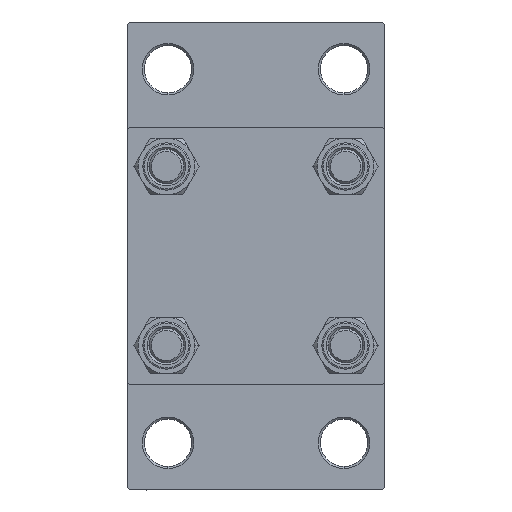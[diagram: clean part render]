
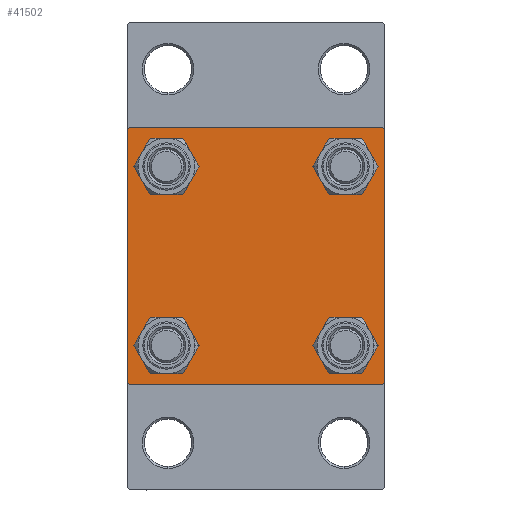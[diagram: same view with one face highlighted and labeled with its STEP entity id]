
A CAD part, left-side view. The second image highlights one B-rep face of the part: STEP entity #41502.
In plain terms, the highlighted planar face has unit normal (-1, 0, 0).
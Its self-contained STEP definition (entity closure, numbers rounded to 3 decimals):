
#620 = VERTEX_POINT ( 'NONE', #1083 ) ;
#884 = AXIS2_PLACEMENT_3D ( 'NONE', #37815, #18308, #10464 ) ;
#1072 = ORIENTED_EDGE ( 'NONE', *, *, #20795, .T. ) ;
#1078 = AXIS2_PLACEMENT_3D ( 'NONE', #7240, #6994, #30280 ) ;
#1083 = CARTESIAN_POINT ( 'NONE',  ( 0., -20.85, -25.35 ) ) ;
#1113 = AXIS2_PLACEMENT_3D ( 'NONE', #11130, #26582, #44819 ) ;
#1325 = ORIENTED_EDGE ( 'NONE', *, *, #24907, .T. ) ;
#2112 = CIRCLE ( 'NONE', #46606, 4.5 ) ;
#2170 = EDGE_CURVE ( 'NONE', #25094, #620, #14214, .T. ) ;
#2275 = EDGE_CURVE ( 'NONE', #8604, #45229, #26348, .T. ) ;
#2881 = AXIS2_PLACEMENT_3D ( 'NONE', #13878, #21984, #37189 ) ;
#3136 = EDGE_CURVE ( 'NONE', #17106, #33881, #2112, .T. ) ;
#3722 = VERTEX_POINT ( 'NONE', #19901 ) ;
#4208 = CARTESIAN_POINT ( 'NONE',  ( 0., 30., -30. ) ) ;
#4463 = LINE ( 'NONE', #35359, #40653 ) ;
#4563 = VECTOR ( 'NONE', #38648, 1000. ) ;
#5585 = ORIENTED_EDGE ( 'NONE', *, *, #3136, .T. ) ;
#5597 = EDGE_CURVE ( 'NONE', #37041, #41401, #25780, .T. ) ;
#5717 = CARTESIAN_POINT ( 'NONE',  ( 0., -20.85, 20.85 ) ) ;
#5727 = LINE ( 'NONE', #36621, #10705 ) ;
#6645 = EDGE_LOOP ( 'NONE', ( #43167, #5585 ) ) ;
#6994 = DIRECTION ( 'NONE',  ( 1., 0., 0. ) ) ;
#7146 = ORIENTED_EDGE ( 'NONE', *, *, #42861, .T. ) ;
#7190 = EDGE_CURVE ( 'NONE', #46148, #17759, #15289, .T. ) ;
#7240 = CARTESIAN_POINT ( 'NONE',  ( 0., -20.85, -20.85 ) ) ;
#7329 = FACE_BOUND ( 'NONE', #6645, .T. ) ;
#7751 = CARTESIAN_POINT ( 'NONE',  ( 0., -30., 29.5 ) ) ;
#8039 = EDGE_CURVE ( 'NONE', #29996, #21524, #42763, .T. ) ;
#8063 = CARTESIAN_POINT ( 'NONE',  ( 0., 20.85, 16.35 ) ) ;
#8604 = VERTEX_POINT ( 'NONE', #11952 ) ;
#8738 = VECTOR ( 'NONE', #19468, 1000. ) ;
#9212 = ORIENTED_EDGE ( 'NONE', *, *, #37144, .T. ) ;
#9253 = AXIS2_PLACEMENT_3D ( 'NONE', #5717, #24965, #45716 ) ;
#9286 = CARTESIAN_POINT ( 'NONE',  ( 0., 30., -29.5 ) ) ;
#9663 = CARTESIAN_POINT ( 'NONE',  ( 0., 20.85, 20.85 ) ) ;
#10127 = AXIS2_PLACEMENT_3D ( 'NONE', #13073, #42962, #28521 ) ;
#10134 = ORIENTED_EDGE ( 'NONE', *, *, #5597, .T. ) ;
#10359 = CARTESIAN_POINT ( 'NONE',  ( 0., 30., 30. ) ) ;
#10464 = DIRECTION ( 'NONE',  ( 0., 0., 1. ) ) ;
#10705 = VECTOR ( 'NONE', #43479, 1000. ) ;
#11130 = CARTESIAN_POINT ( 'NONE',  ( 0., 0., 0. ) ) ;
#11559 = VERTEX_POINT ( 'NONE', #45724 ) ;
#11952 = CARTESIAN_POINT ( 'NONE',  ( 0., 20.85, -16.35 ) ) ;
#13073 = CARTESIAN_POINT ( 'NONE',  ( 0., -20.85, 20.85 ) ) ;
#13451 = DIRECTION ( 'NONE',  ( 1., 0., 0. ) ) ;
#13859 = DIRECTION ( 'NONE',  ( 0., -0.707, -0.707 ) ) ;
#13878 = CARTESIAN_POINT ( 'NONE',  ( 0., 20.85, -20.85 ) ) ;
#14214 = CIRCLE ( 'NONE', #24703, 4.5 ) ;
#14357 = VECTOR ( 'NONE', #30244, 1000. ) ;
#14857 = DIRECTION ( 'NONE',  ( 0., 0.707, 0.707 ) ) ;
#14927 = FACE_BOUND ( 'NONE', #17353, .T. ) ;
#15289 = LINE ( 'NONE', #46190, #14357 ) ;
#15734 = EDGE_LOOP ( 'NONE', ( #7146, #17238 ) ) ;
#16124 = EDGE_CURVE ( 'NONE', #35949, #37041, #28600, .T. ) ;
#17104 = ORIENTED_EDGE ( 'NONE', *, *, #2275, .T. ) ;
#17106 = VERTEX_POINT ( 'NONE', #8063 ) ;
#17238 = ORIENTED_EDGE ( 'NONE', *, *, #45431, .T. ) ;
#17243 = VERTEX_POINT ( 'NONE', #7751 ) ;
#17353 = EDGE_LOOP ( 'NONE', ( #49861, #9212 ) ) ;
#17759 = VERTEX_POINT ( 'NONE', #32990 ) ;
#17876 = EDGE_CURVE ( 'NONE', #33881, #17106, #29997, .T. ) ;
#17974 = PLANE ( 'NONE',  #1113 ) ;
#18298 = CIRCLE ( 'NONE', #33651, 4.5 ) ;
#18308 = DIRECTION ( 'NONE',  ( 1., 0., 0. ) ) ;
#18309 = ORIENTED_EDGE ( 'NONE', *, *, #48286, .T. ) ;
#18343 = DIRECTION ( 'NONE',  ( 1., 0., 0. ) ) ;
#19150 = DIRECTION ( 'NONE',  ( 0., 0., -1. ) ) ;
#19468 = DIRECTION ( 'NONE',  ( 0., -1., 0. ) ) ;
#19901 = CARTESIAN_POINT ( 'NONE',  ( 0., -20.85, 25.35 ) ) ;
#20375 = CIRCLE ( 'NONE', #1078, 4.5 ) ;
#20540 = CARTESIAN_POINT ( 'NONE',  ( 0., 29.5, -30. ) ) ;
#20795 = EDGE_CURVE ( 'NONE', #29996, #35949, #5727, .T. ) ;
#20866 = CARTESIAN_POINT ( 'NONE',  ( 0., -20.85, -20.85 ) ) ;
#21524 = VERTEX_POINT ( 'NONE', #35199 ) ;
#21984 = DIRECTION ( 'NONE',  ( 1., 0., 0. ) ) ;
#22037 = ORIENTED_EDGE ( 'NONE', *, *, #16124, .T. ) ;
#23851 = EDGE_LOOP ( 'NONE', ( #17104, #36394 ) ) ;
#24703 = AXIS2_PLACEMENT_3D ( 'NONE', #20866, #40847, #32993 ) ;
#24907 = EDGE_CURVE ( 'NONE', #17243, #21524, #4463, .T. ) ;
#24965 = DIRECTION ( 'NONE',  ( 1., 0., 0. ) ) ;
#25094 = VERTEX_POINT ( 'NONE', #35053 ) ;
#25780 = LINE ( 'NONE', #41214, #49092 ) ;
#25811 = DIRECTION ( 'NONE',  ( 0., 0., -1. ) ) ;
#25946 = DIRECTION ( 'NONE',  ( 0., 0., 1. ) ) ;
#26348 = CIRCLE ( 'NONE', #2881, 4.5 ) ;
#26582 = DIRECTION ( 'NONE',  ( -1., 0., 0. ) ) ;
#27042 = CIRCLE ( 'NONE', #9253, 4.5 ) ;
#27493 = LINE ( 'NONE', #4208, #4563 ) ;
#28521 = DIRECTION ( 'NONE',  ( 0., 0., 1. ) ) ;
#28600 = LINE ( 'NONE', #10359, #46926 ) ;
#28653 = DIRECTION ( 'NONE',  ( 0., 0., 1. ) ) ;
#29425 = EDGE_CURVE ( 'NONE', #17243, #17759, #40944, .T. ) ;
#29996 = VERTEX_POINT ( 'NONE', #38270 ) ;
#29997 = CIRCLE ( 'NONE', #884, 4.5 ) ;
#30244 = DIRECTION ( 'NONE',  ( 0., -0.707, 0.707 ) ) ;
#30280 = DIRECTION ( 'NONE',  ( 0., 0., 1. ) ) ;
#31623 = CARTESIAN_POINT ( 'NONE',  ( 0., 30., 30. ) ) ;
#31971 = CIRCLE ( 'NONE', #10127, 4.5 ) ;
#32990 = CARTESIAN_POINT ( 'NONE',  ( 0., -30., -29.5 ) ) ;
#32993 = DIRECTION ( 'NONE',  ( 0., 0., 1. ) ) ;
#33651 = AXIS2_PLACEMENT_3D ( 'NONE', #45181, #18343, #25946 ) ;
#33881 = VERTEX_POINT ( 'NONE', #39389 ) ;
#35053 = CARTESIAN_POINT ( 'NONE',  ( 0., -20.85, -16.35 ) ) ;
#35199 = CARTESIAN_POINT ( 'NONE',  ( 0., -29.5, 30. ) ) ;
#35359 = CARTESIAN_POINT ( 'NONE',  ( 0., -29.75, 29.75 ) ) ;
#35949 = VERTEX_POINT ( 'NONE', #41485 ) ;
#36137 = CARTESIAN_POINT ( 'NONE',  ( 0., -29.5, -30. ) ) ;
#36394 = ORIENTED_EDGE ( 'NONE', *, *, #47204, .T. ) ;
#36621 = CARTESIAN_POINT ( 'NONE',  ( 0., 29.75, 29.75 ) ) ;
#37041 = VERTEX_POINT ( 'NONE', #9286 ) ;
#37144 = EDGE_CURVE ( 'NONE', #620, #25094, #20375, .T. ) ;
#37189 = DIRECTION ( 'NONE',  ( 0., 0., 1. ) ) ;
#37227 = FACE_BOUND ( 'NONE', #23851, .T. ) ;
#37815 = CARTESIAN_POINT ( 'NONE',  ( 0., 20.85, 20.85 ) ) ;
#38270 = CARTESIAN_POINT ( 'NONE',  ( 0., 29.5, 30. ) ) ;
#38648 = DIRECTION ( 'NONE',  ( 0., -1., 0. ) ) ;
#38785 = EDGE_LOOP ( 'NONE', ( #22037, #10134, #18309, #44339, #48307, #1325, #48545, #1072 ) ) ;
#39389 = CARTESIAN_POINT ( 'NONE',  ( 0., 20.85, 25.35 ) ) ;
#39397 = CARTESIAN_POINT ( 'NONE',  ( 0., -30., 30. ) ) ;
#40653 = VECTOR ( 'NONE', #14857, 1000. ) ;
#40847 = DIRECTION ( 'NONE',  ( 1., 0., 0. ) ) ;
#40944 = LINE ( 'NONE', #39397, #43613 ) ;
#41214 = CARTESIAN_POINT ( 'NONE',  ( 0., 29.75, -29.75 ) ) ;
#41401 = VERTEX_POINT ( 'NONE', #20540 ) ;
#41485 = CARTESIAN_POINT ( 'NONE',  ( 0., 30., 29.5 ) ) ;
#41502 = ADVANCED_FACE ( 'NONE', ( #49613, #14927, #37227, #7329, #45827 ), #17974, .T. ) ;
#42763 = LINE ( 'NONE', #31623, #8738 ) ;
#42861 = EDGE_CURVE ( 'NONE', #3722, #11559, #27042, .T. ) ;
#42962 = DIRECTION ( 'NONE',  ( 1., 0., 0. ) ) ;
#43167 = ORIENTED_EDGE ( 'NONE', *, *, #17876, .T. ) ;
#43479 = DIRECTION ( 'NONE',  ( 0., 0.707, -0.707 ) ) ;
#43613 = VECTOR ( 'NONE', #19150, 1000. ) ;
#44339 = ORIENTED_EDGE ( 'NONE', *, *, #7190, .T. ) ;
#44819 = DIRECTION ( 'NONE',  ( 0., 0., 1. ) ) ;
#45181 = CARTESIAN_POINT ( 'NONE',  ( 0., 20.85, -20.85 ) ) ;
#45229 = VERTEX_POINT ( 'NONE', #48815 ) ;
#45431 = EDGE_CURVE ( 'NONE', #11559, #3722, #31971, .T. ) ;
#45716 = DIRECTION ( 'NONE',  ( 0., 0., 1. ) ) ;
#45724 = CARTESIAN_POINT ( 'NONE',  ( 0., -20.85, 16.35 ) ) ;
#45827 = FACE_OUTER_BOUND ( 'NONE', #38785, .T. ) ;
#46148 = VERTEX_POINT ( 'NONE', #36137 ) ;
#46190 = CARTESIAN_POINT ( 'NONE',  ( 0., -29.75, -29.75 ) ) ;
#46606 = AXIS2_PLACEMENT_3D ( 'NONE', #9663, #13451, #28653 ) ;
#46926 = VECTOR ( 'NONE', #25811, 1000. ) ;
#47204 = EDGE_CURVE ( 'NONE', #45229, #8604, #18298, .T. ) ;
#48286 = EDGE_CURVE ( 'NONE', #41401, #46148, #27493, .T. ) ;
#48307 = ORIENTED_EDGE ( 'NONE', *, *, #29425, .F. ) ;
#48545 = ORIENTED_EDGE ( 'NONE', *, *, #8039, .F. ) ;
#48815 = CARTESIAN_POINT ( 'NONE',  ( 0., 20.85, -25.35 ) ) ;
#49092 = VECTOR ( 'NONE', #13859, 1000. ) ;
#49613 = FACE_BOUND ( 'NONE', #15734, .T. ) ;
#49861 = ORIENTED_EDGE ( 'NONE', *, *, #2170, .T. ) ;
